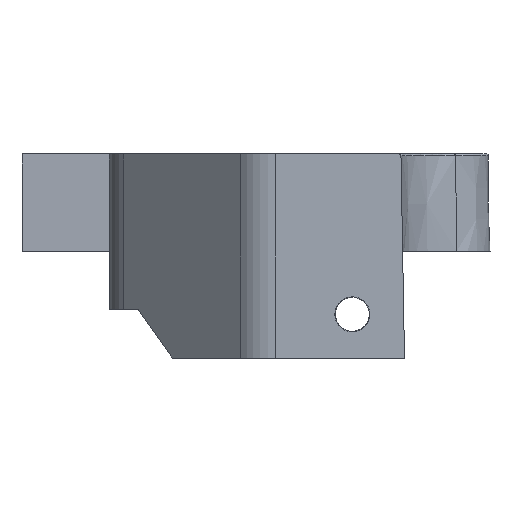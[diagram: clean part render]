
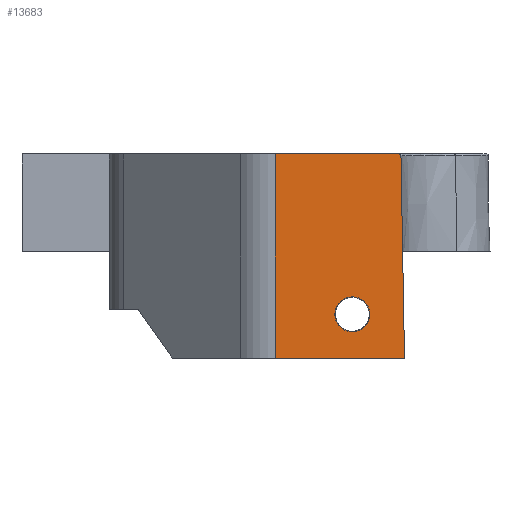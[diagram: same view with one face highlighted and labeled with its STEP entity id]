
A CAD part, front view. The second image highlights one B-rep face of the part: STEP entity #13683.
In plain terms, the highlighted planar face has unit normal (0, -1, 0).
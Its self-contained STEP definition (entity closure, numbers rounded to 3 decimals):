
#8 = AXIS2_PLACEMENT_3D ( 'NONE', #3673, #8011, #8108 ) ;
#323 = ORIENTED_EDGE ( 'NONE', *, *, #11346, .F. ) ;
#341 = CARTESIAN_POINT ( 'NONE',  ( 15.003, 0., 9.803 ) ) ;
#749 = DIRECTION ( 'NONE',  ( 0., -1., 0. ) ) ;
#1019 = EDGE_LOOP ( 'NONE', ( #13002, #11427, #3552, #323, #3480 ) ) ;
#1160 = CARTESIAN_POINT ( 'NONE',  ( 10., 0., -6.5 ) ) ;
#1201 = VERTEX_POINT ( 'NONE', #2381 ) ;
#2381 = CARTESIAN_POINT ( 'NONE',  ( 11.797, 0., -6.5 ) ) ;
#2662 = VECTOR ( 'NONE', #7975, 1000. ) ;
#3480 = ORIENTED_EDGE ( 'NONE', *, *, #11920, .F. ) ;
#3552 = ORIENTED_EDGE ( 'NONE', *, *, #6818, .F. ) ;
#3673 = CARTESIAN_POINT ( 'NONE',  ( 14.803, 0., 9.8 ) ) ;
#3685 = CARTESIAN_POINT ( 'NONE',  ( 14.803, 0., 10. ) ) ;
#3770 = CARTESIAN_POINT ( 'NONE',  ( 15.003, 0., 9.803 ) ) ;
#3787 = CARTESIAN_POINT ( 'NONE',  ( 15., 0., -11. ) ) ;
#3883 = VERTEX_POINT ( 'NONE', #10583 ) ;
#3924 = VECTOR ( 'NONE', #10769, 1000. ) ;
#4094 = EDGE_CURVE ( 'NONE', #3883, #9185, #12279, .T. ) ;
#4125 = DIRECTION ( 'NONE',  ( 1., 0., 0. ) ) ;
#4329 = VERTEX_POINT ( 'NONE', #9008 ) ;
#4555 = ORIENTED_EDGE ( 'NONE', *, *, #7282, .F. ) ;
#5035 = CARTESIAN_POINT ( 'NONE',  ( -3., 0., 10. ) ) ;
#5191 = AXIS2_PLACEMENT_3D ( 'NONE', #1160, #8888, #5676 ) ;
#5243 = LINE ( 'NONE', #3787, #9830 ) ;
#5676 = DIRECTION ( 'NONE',  ( 1., 0., 0. ) ) ;
#6184 = CARTESIAN_POINT ( 'NONE',  ( 2.071, 0., 10. ) ) ;
#6447 = PLANE ( 'NONE',  #7731 ) ;
#6538 = CARTESIAN_POINT ( 'NONE',  ( 15., 0., 10. ) ) ;
#6585 = CARTESIAN_POINT ( 'NONE',  ( 8.203, 0., -6.5 ) ) ;
#6733 = VECTOR ( 'NONE', #4125, 1000. ) ;
#6818 = EDGE_CURVE ( 'NONE', #4329, #3883, #5243, .T. ) ;
#7005 = AXIS2_PLACEMENT_3D ( 'NONE', #10550, #749, #7132 ) ;
#7132 = DIRECTION ( 'NONE',  ( 1., 0., 0. ) ) ;
#7282 = EDGE_CURVE ( 'NONE', #1201, #9444, #8922, .T. ) ;
#7459 = EDGE_CURVE ( 'NONE', #9185, #10088, #13772, .T. ) ;
#7731 = AXIS2_PLACEMENT_3D ( 'NONE', #6538, #11955, #14054 ) ;
#7975 = DIRECTION ( 'NONE',  ( 0.017, 0., -1. ) ) ;
#8011 = DIRECTION ( 'NONE',  ( 0., 1., 0. ) ) ;
#8108 = DIRECTION ( 'NONE',  ( -1., 0., 0. ) ) ;
#8888 = DIRECTION ( 'NONE',  ( 0., -1., 0. ) ) ;
#8922 = CIRCLE ( 'NONE', #7005, 1.797 ) ;
#9008 = CARTESIAN_POINT ( 'NONE',  ( 15.367, 0., -11. ) ) ;
#9092 = ORIENTED_EDGE ( 'NONE', *, *, #11256, .F. ) ;
#9185 = VERTEX_POINT ( 'NONE', #6184 ) ;
#9273 = DIRECTION ( 'NONE',  ( -1., 0., 0. ) ) ;
#9444 = VERTEX_POINT ( 'NONE', #6585 ) ;
#9830 = VECTOR ( 'NONE', #9273, 1000. ) ;
#9857 = CARTESIAN_POINT ( 'NONE',  ( 2.071, 0., 10. ) ) ;
#9966 = FACE_OUTER_BOUND ( 'NONE', #1019, .T. ) ;
#10088 = VERTEX_POINT ( 'NONE', #3685 ) ;
#10480 = VERTEX_POINT ( 'NONE', #3770 ) ;
#10550 = CARTESIAN_POINT ( 'NONE',  ( 10., 0., -6.5 ) ) ;
#10583 = CARTESIAN_POINT ( 'NONE',  ( 2.071, 0., -11. ) ) ;
#10769 = DIRECTION ( 'NONE',  ( 0., 0., 1. ) ) ;
#11256 = EDGE_CURVE ( 'NONE', #9444, #1201, #13650, .T. ) ;
#11346 = EDGE_CURVE ( 'NONE', #10480, #4329, #11943, .T. ) ;
#11350 = FACE_BOUND ( 'NONE', #14053, .T. ) ;
#11427 = ORIENTED_EDGE ( 'NONE', *, *, #4094, .F. ) ;
#11569 = CIRCLE ( 'NONE', #8, 0.2 ) ;
#11920 = EDGE_CURVE ( 'NONE', #10088, #10480, #11569, .T. ) ;
#11943 = LINE ( 'NONE', #341, #2662 ) ;
#11955 = DIRECTION ( 'NONE',  ( 0., 1., 0. ) ) ;
#12279 = LINE ( 'NONE', #9857, #3924 ) ;
#13002 = ORIENTED_EDGE ( 'NONE', *, *, #7459, .F. ) ;
#13650 = CIRCLE ( 'NONE', #5191, 1.797 ) ;
#13683 = ADVANCED_FACE ( 'NONE', ( #11350, #9966 ), #6447, .F. ) ;
#13772 = LINE ( 'NONE', #5035, #6733 ) ;
#14053 = EDGE_LOOP ( 'NONE', ( #4555, #9092 ) ) ;
#14054 = DIRECTION ( 'NONE',  ( -1., 0., 0. ) ) ;
